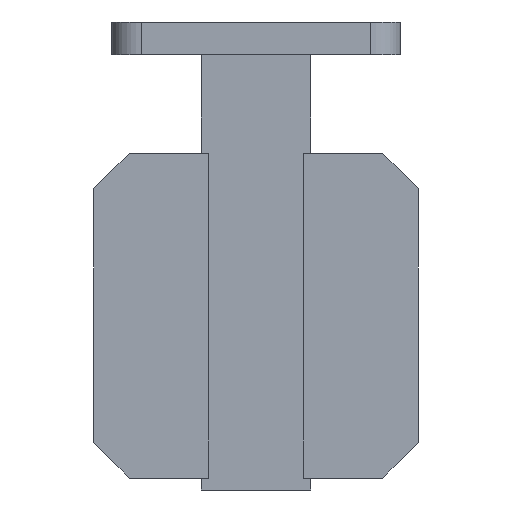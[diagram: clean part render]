
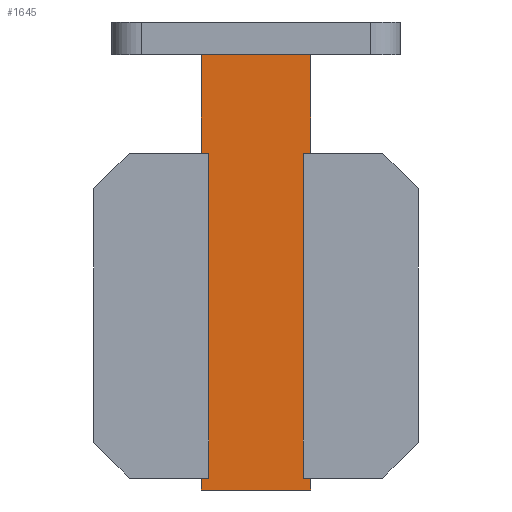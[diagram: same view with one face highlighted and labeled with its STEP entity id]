
A CAD part, left-side view. The second image highlights one B-rep face of the part: STEP entity #1645.
In plain terms, the highlighted planar face has unit normal (-1, 0, 0).
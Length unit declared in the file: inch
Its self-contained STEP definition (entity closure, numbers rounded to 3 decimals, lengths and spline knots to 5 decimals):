
#33 = VERTEX_POINT ( 'NONE', #3942 ) ;
#72 = ORIENTED_EDGE ( 'NONE', *, *, #2770, .T. ) ;
#255 = CARTESIAN_POINT ( 'NONE',  ( -0.859, 0.4615, -3.93701 ) ) ;
#263 = AXIS2_PLACEMENT_3D ( 'NONE', #5062, #1305, #3042 ) ;
#269 = VECTOR ( 'NONE', #4786, 39.37008 ) ;
#285 = DIRECTION ( 'NONE',  ( 0., -1., 0. ) ) ;
#330 = DIRECTION ( 'NONE',  ( 0., 1., 0. ) ) ;
#412 = ORIENTED_EDGE ( 'NONE', *, *, #3738, .T. ) ;
#483 = ORIENTED_EDGE ( 'NONE', *, *, #3363, .F. ) ;
#511 = LINE ( 'NONE', #4922, #3578 ) ;
#562 = CARTESIAN_POINT ( 'NONE',  ( -0.859, -0.4615, -0.27559 ) ) ;
#643 = CARTESIAN_POINT ( 'NONE',  ( -0.859, 0.3975, -3.93701 ) ) ;
#682 = VERTEX_POINT ( 'NONE', #4610 ) ;
#706 = CARTESIAN_POINT ( 'NONE',  ( -0.859, 0.4615, -3.93701 ) ) ;
#713 = CARTESIAN_POINT ( 'NONE',  ( -0.859, 0.4615, -1.10315 ) ) ;
#754 = EDGE_CURVE ( 'NONE', #4698, #682, #3639, .T. ) ;
#812 = VECTOR ( 'NONE', #4867, 39.37008 ) ;
#825 = DIRECTION ( 'NONE',  ( 0., 1., 0. ) ) ;
#840 = VECTOR ( 'NONE', #3860, 39.37008 ) ;
#977 = VECTOR ( 'NONE', #2075, 39.37008 ) ;
#1006 = VERTEX_POINT ( 'NONE', #255 ) ;
#1026 = CARTESIAN_POINT ( 'NONE',  ( -0.859, 0.3975, -1.10315 ) ) ;
#1061 = EDGE_CURVE ( 'NONE', #4698, #3750, #1180, .T. ) ;
#1133 = DIRECTION ( 'NONE',  ( 0., -1., 0. ) ) ;
#1143 = ORIENTED_EDGE ( 'NONE', *, *, #2032, .T. ) ;
#1148 = ORIENTED_EDGE ( 'NONE', *, *, #1285, .T. ) ;
#1168 = EDGE_CURVE ( 'NONE', #33, #1750, #3397, .T. ) ;
#1180 = LINE ( 'NONE', #2406, #1227 ) ;
#1207 = CARTESIAN_POINT ( 'NONE',  ( -0.859, 0.4615, -3.83701 ) ) ;
#1227 = VECTOR ( 'NONE', #285, 39.37008 ) ;
#1285 = EDGE_CURVE ( 'NONE', #4601, #33, #4259, .T. ) ;
#1305 = DIRECTION ( 'NONE',  ( -1., 0., 0. ) ) ;
#1335 = CARTESIAN_POINT ( 'NONE',  ( -0.859, -0.3975, -3.83701 ) ) ;
#1344 = VERTEX_POINT ( 'NONE', #2575 ) ;
#1372 = ORIENTED_EDGE ( 'NONE', *, *, #754, .F. ) ;
#1645 = ADVANCED_FACE ( 'NONE', ( #1695 ), #3365, .T. ) ;
#1695 = FACE_OUTER_BOUND ( 'NONE', #3096, .T. ) ;
#1750 = VERTEX_POINT ( 'NONE', #1335 ) ;
#1861 = CARTESIAN_POINT ( 'NONE',  ( -0.859, -0.4615, -3.93701 ) ) ;
#1901 = LINE ( 'NONE', #2353, #3342 ) ;
#1946 = VECTOR ( 'NONE', #2300, 39.37008 ) ;
#2032 = EDGE_CURVE ( 'NONE', #3750, #3926, #5213, .T. ) ;
#2046 = CARTESIAN_POINT ( 'NONE',  ( -0.859, 0.3975, -3.83701 ) ) ;
#2075 = DIRECTION ( 'NONE',  ( 0., 0., 1. ) ) ;
#2186 = ORIENTED_EDGE ( 'NONE', *, *, #3568, .T. ) ;
#2246 = VERTEX_POINT ( 'NONE', #2455 ) ;
#2300 = DIRECTION ( 'NONE',  ( 0., 0., 1. ) ) ;
#2336 = CARTESIAN_POINT ( 'NONE',  ( -0.859, -0.4615, -3.93701 ) ) ;
#2353 = CARTESIAN_POINT ( 'NONE',  ( -0.859, 0.4615, -3.93701 ) ) ;
#2406 = CARTESIAN_POINT ( 'NONE',  ( -0.859, 0.4615, -1.10315 ) ) ;
#2425 = LINE ( 'NONE', #4100, #4979 ) ;
#2455 = CARTESIAN_POINT ( 'NONE',  ( -0.859, -0.3975, -1.10315 ) ) ;
#2493 = ORIENTED_EDGE ( 'NONE', *, *, #4322, .T. ) ;
#2575 = CARTESIAN_POINT ( 'NONE',  ( -0.859, -0.4615, -1.10315 ) ) ;
#2627 = VECTOR ( 'NONE', #4828, 39.37008 ) ;
#2770 = EDGE_CURVE ( 'NONE', #1344, #3670, #3909, .T. ) ;
#3042 = DIRECTION ( 'NONE',  ( 0., 0., 1. ) ) ;
#3096 = EDGE_LOOP ( 'NONE', ( #1143, #4642, #483, #412, #1148, #4536, #2186, #5066, #72, #2493, #1372, #4035 ) ) ;
#3219 = VECTOR ( 'NONE', #3882, 39.37008 ) ;
#3274 = EDGE_CURVE ( 'NONE', #3926, #4251, #4304, .T. ) ;
#3305 = LINE ( 'NONE', #4188, #977 ) ;
#3342 = VECTOR ( 'NONE', #4359, 39.37008 ) ;
#3363 = EDGE_CURVE ( 'NONE', #1006, #4251, #4477, .T. ) ;
#3365 = PLANE ( 'NONE',  #263 ) ;
#3397 = LINE ( 'NONE', #5095, #5368 ) ;
#3462 = CARTESIAN_POINT ( 'NONE',  ( -0.859, -0.4615, -3.93701 ) ) ;
#3568 = EDGE_CURVE ( 'NONE', #1750, #2246, #3305, .T. ) ;
#3578 = VECTOR ( 'NONE', #1133, 39.37008 ) ;
#3639 = LINE ( 'NONE', #706, #812 ) ;
#3670 = VERTEX_POINT ( 'NONE', #562 ) ;
#3738 = EDGE_CURVE ( 'NONE', #1006, #4601, #1901, .T. ) ;
#3750 = VERTEX_POINT ( 'NONE', #1026 ) ;
#3860 = DIRECTION ( 'NONE',  ( 0., 1., 0. ) ) ;
#3882 = DIRECTION ( 'NONE',  ( 0., 0., 1. ) ) ;
#3909 = LINE ( 'NONE', #3462, #3219 ) ;
#3926 = VERTEX_POINT ( 'NONE', #2046 ) ;
#3942 = CARTESIAN_POINT ( 'NONE',  ( -0.859, -0.4615, -3.83701 ) ) ;
#4035 = ORIENTED_EDGE ( 'NONE', *, *, #1061, .T. ) ;
#4100 = CARTESIAN_POINT ( 'NONE',  ( -0.859, 0., -0.27559 ) ) ;
#4188 = CARTESIAN_POINT ( 'NONE',  ( -0.859, -0.3975, -3.93701 ) ) ;
#4251 = VERTEX_POINT ( 'NONE', #1207 ) ;
#4259 = LINE ( 'NONE', #1861, #269 ) ;
#4304 = LINE ( 'NONE', #4777, #840 ) ;
#4322 = EDGE_CURVE ( 'NONE', #3670, #682, #2425, .T. ) ;
#4359 = DIRECTION ( 'NONE',  ( 0., -1., 0. ) ) ;
#4391 = CARTESIAN_POINT ( 'NONE',  ( -0.859, 0.4615, -3.93701 ) ) ;
#4477 = LINE ( 'NONE', #4391, #1946 ) ;
#4536 = ORIENTED_EDGE ( 'NONE', *, *, #1168, .T. ) ;
#4601 = VERTEX_POINT ( 'NONE', #2336 ) ;
#4610 = CARTESIAN_POINT ( 'NONE',  ( -0.859, 0.4615, -0.27559 ) ) ;
#4642 = ORIENTED_EDGE ( 'NONE', *, *, #3274, .T. ) ;
#4698 = VERTEX_POINT ( 'NONE', #713 ) ;
#4777 = CARTESIAN_POINT ( 'NONE',  ( -0.859, 0.4615, -3.83701 ) ) ;
#4786 = DIRECTION ( 'NONE',  ( 0., 0., 1. ) ) ;
#4828 = DIRECTION ( 'NONE',  ( 0., 0., -1. ) ) ;
#4867 = DIRECTION ( 'NONE',  ( 0., 0., 1. ) ) ;
#4922 = CARTESIAN_POINT ( 'NONE',  ( -0.859, 0.4615, -1.10315 ) ) ;
#4979 = VECTOR ( 'NONE', #330, 39.37008 ) ;
#4985 = EDGE_CURVE ( 'NONE', #2246, #1344, #511, .T. ) ;
#5062 = CARTESIAN_POINT ( 'NONE',  ( -0.859, 0.4615, -3.93701 ) ) ;
#5066 = ORIENTED_EDGE ( 'NONE', *, *, #4985, .T. ) ;
#5095 = CARTESIAN_POINT ( 'NONE',  ( -0.859, 0.4615, -3.83701 ) ) ;
#5213 = LINE ( 'NONE', #643, #2627 ) ;
#5368 = VECTOR ( 'NONE', #825, 39.37008 ) ;
